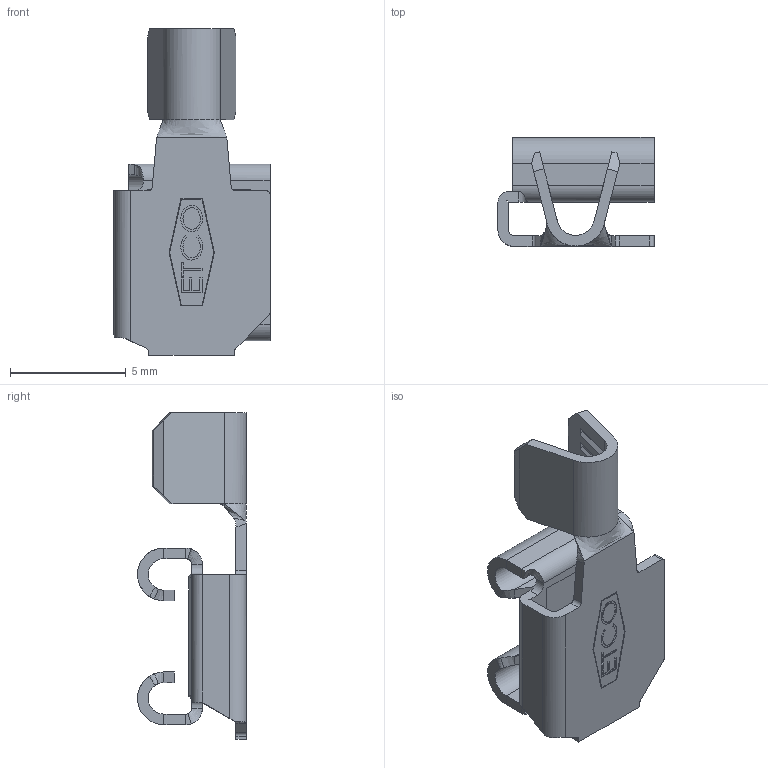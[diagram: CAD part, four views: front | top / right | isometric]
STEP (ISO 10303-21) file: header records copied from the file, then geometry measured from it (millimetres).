
FILE_DESCRIPTION (( 'STEP AP203' ), '1' );
FILE_NAME ('07869.STEP', '2015-01-29T16:33:01', ( '' ), ( '' ), 'SwSTEP 2.0', 'SolidWorks 2014', '' );
FILE_SCHEMA (( 'CONFIG_CONTROL_DESIGN' ));
Length unit declared in the file: inch
Products named in the file (1): 07869
Bounding box: 6.73 x 4.7 x 14.1 mm (x, y, z)
Volume: 87.9 mm3; surface area: 436.5 mm2
Topology: 1 solids, 1 shells, 236 faces, 605 edges, 380 vertices
Faces by surface type: plane 151, cylinder 42, bspline 35, cone 8
Entity records: 9017 total; most frequent: CARTESIAN_POINT 3550, ORIENTED_EDGE 1210, DIRECTION 958, EDGE_CURVE 605, VECTOR 414, LINE 414, VERTEX_POINT 380, AXIS2_PLACEMENT_3D 272
